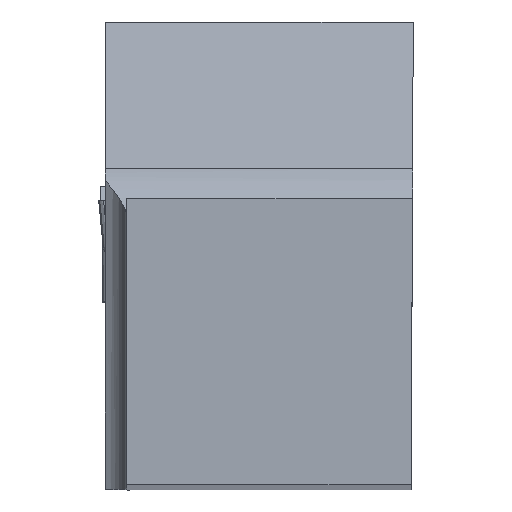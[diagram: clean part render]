
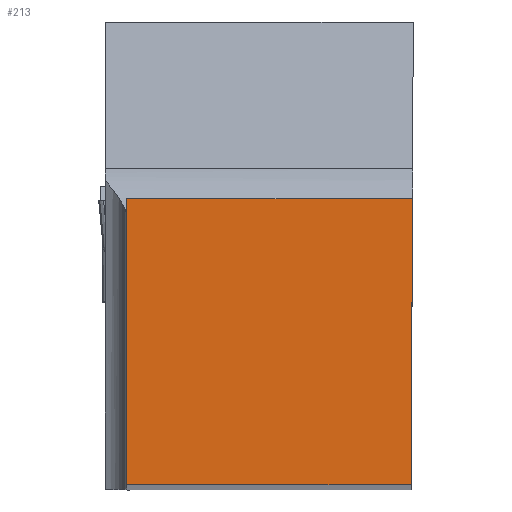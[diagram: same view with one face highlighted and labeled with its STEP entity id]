
A CAD part, top view. The second image highlights one B-rep face of the part: STEP entity #213.
In plain terms, the highlighted planar face has unit normal (0, 0, 1).
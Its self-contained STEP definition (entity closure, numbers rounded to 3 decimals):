
#213=ADVANCED_FACE('CU_BACK_SU1',(#332),#282,.F.);
#282=PLANE('',#1584);
#332=FACE_OUTER_BOUND('',#405,.T.);
#405=EDGE_LOOP('',(#581,#582,#583,#584));
#581=ORIENTED_EDGE('',*,*,#1036,.T.);
#582=ORIENTED_EDGE('',*,*,#1041,.T.);
#583=ORIENTED_EDGE('',*,*,#1050,.T.);
#584=ORIENTED_EDGE('',*,*,#1073,.F.);
#898=VERTEX_POINT('',#2051);
#899=VERTEX_POINT('',#2053);
#903=VERTEX_POINT('',#2062);
#909=VERTEX_POINT('',#2078);
#1036=EDGE_CURVE('',#899,#898,#1229,.T.);
#1041=EDGE_CURVE('',#898,#903,#1232,.T.);
#1050=EDGE_CURVE('',#903,#909,#1240,.T.);
#1073=EDGE_CURVE('',#899,#909,#1258,.T.);
#1229=LINE('',#2052,#1373);
#1232=LINE('',#2063,#1376);
#1240=LINE('',#2079,#1384);
#1258=LINE('',#2151,#1402);
#1373=VECTOR('',#1702,1.);
#1376=VECTOR('',#1711,1.);
#1384=VECTOR('',#1723,1.);
#1402=VECTOR('',#1771,1.);
#1584=AXIS2_PLACEMENT_3D('',#2152,#1772,#1773);
#1702=DIRECTION('',(1.,0.,0.));
#1711=DIRECTION('',(0.004,1.,0.));
#1723=DIRECTION('',(-1.,0.,0.));
#1771=DIRECTION('',(0.,1.,0.));
#1772=DIRECTION('',(0.,0.,-1.));
#1773=DIRECTION('',(0.,-1.,0.));
#2051=CARTESIAN_POINT('',(-0.052,0.,0.));
#2052=CARTESIAN_POINT('',(22.594,0.,0.));
#2053=CARTESIAN_POINT('',(-11.875,0.,0.));
#2062=CARTESIAN_POINT('',(0.,11.875,0.));
#2063=CARTESIAN_POINT('',(0.088,31.973,0.));
#2078=CARTESIAN_POINT('',(-11.875,11.875,0.));
#2079=CARTESIAN_POINT('',(22.594,11.875,0.));
#2151=CARTESIAN_POINT('',(-11.875,31.875,0.));
#2152=CARTESIAN_POINT('',(22.594,31.875,0.));
